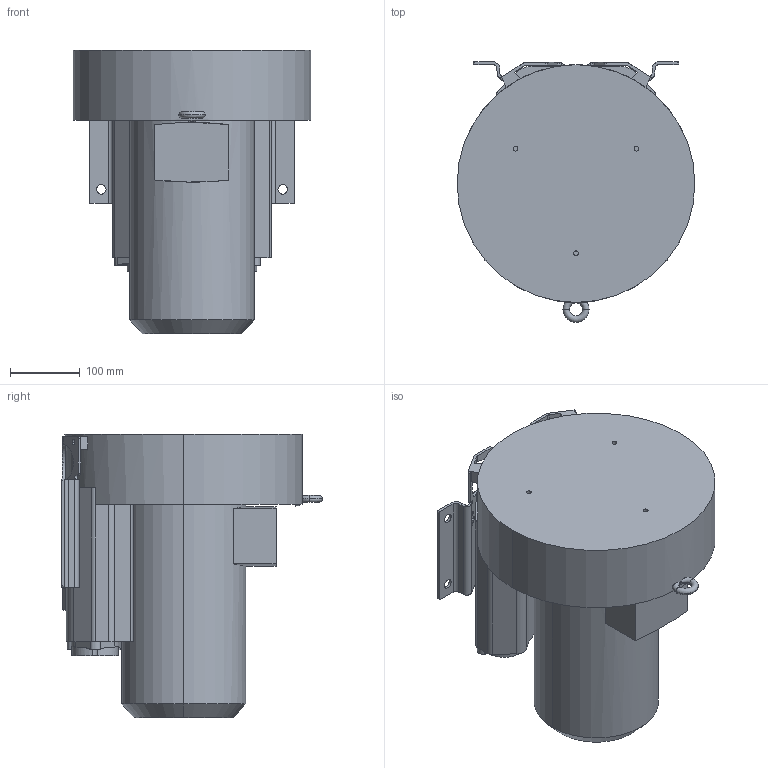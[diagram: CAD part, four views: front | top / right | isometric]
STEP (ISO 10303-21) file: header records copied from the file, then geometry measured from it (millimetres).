
FILE_DESCRIPTION((''),'2;1');
FILE_NAME('2RB510-1AQ36','2026-02-06T',('Administrator'),(''),'PRO/ENGINEER BY PARAMETRIC TECHNOLOGY CORPORATION, 2007090','PRO/ENGINEER BY PARAMETRIC TECHNOLOGY CORPORATION, 2007090','');
FILE_SCHEMA(('AUTOMOTIVE_DESIGN_CC2 { 1 2 10303 214 -1 1 5 2 }'));
Length unit declared in the file: millimetre
Products named in the file (1): 2RB510-1AQ36
Bounding box: 340.7 x 373.92 x 406.7 mm (x, y, z)
Volume: 20568526.3 mm3; surface area: 750108 mm2
Topology: 1 solids, 1 shells, 274 faces, 775 edges, 518 vertices
Faces by surface type: plane 136, cylinder 120, extrusion 6, cone 4, bspline 4, torus 4
Entity records: 9597 total; most frequent: CARTESIAN_POINT 2332, ORIENTED_EDGE 1550, DIRECTION 1479, EDGE_CURVE 775, AXIS2_PLACEMENT_3D 523, VERTEX_POINT 518, VECTOR 433, LINE 427
